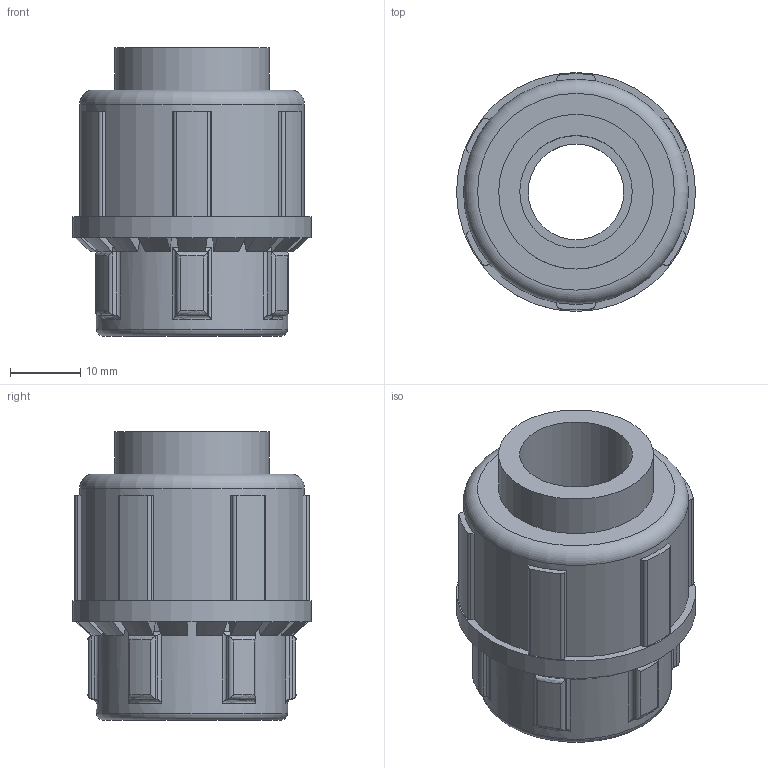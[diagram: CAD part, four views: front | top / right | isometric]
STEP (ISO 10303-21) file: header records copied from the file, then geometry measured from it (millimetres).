
FILE_DESCRIPTION(/* description */ ('PVC Union Coupling, Ø16, PN16'),/* implementation_level */ '2;1');
FILE_NAME(/* name */ 'UN80U-016',/* time_stamp */ '2022-05-18T14:38:51+02:00',/* author */ ('COAB Solutions'),/* organization */ ('GPA Flowsystem'),/* preprocessor_version */ 'ST-DEVELOPER v18.1',/* originating_system */ 'www.coabsolutions.com',/* authorisation */ '');
FILE_SCHEMA (('AUTOMOTIVE_DESIGN { 1 0 10303 214 3 1 1 }'));
Length unit declared in the file: millimetre
Products named in the file (1): UN80U-016
Bounding box: 34 x 34 x 41 mm (x, y, z)
Volume: 20812.7 mm3; surface area: 7555.2 mm2
Topology: 1 solids, 1 shells, 204 faces, 539 edges, 347 vertices
Faces by surface type: plane 85, cylinder 55, cone 37, torus 27
Full cylindrical faces by diameter (mm): 13.6 x1, 16 x2, 22 x1, 27.2 x1, 32 x1, 34 x1
Entity records: 6798 total; most frequent: CARTESIAN_POINT 1715, ORIENTED_EDGE 1078, DIRECTION 1047, EDGE_CURVE 539, AXIS2_PLACEMENT_3D 399, VERTEX_POINT 347, LINE 249, VECTOR 249
